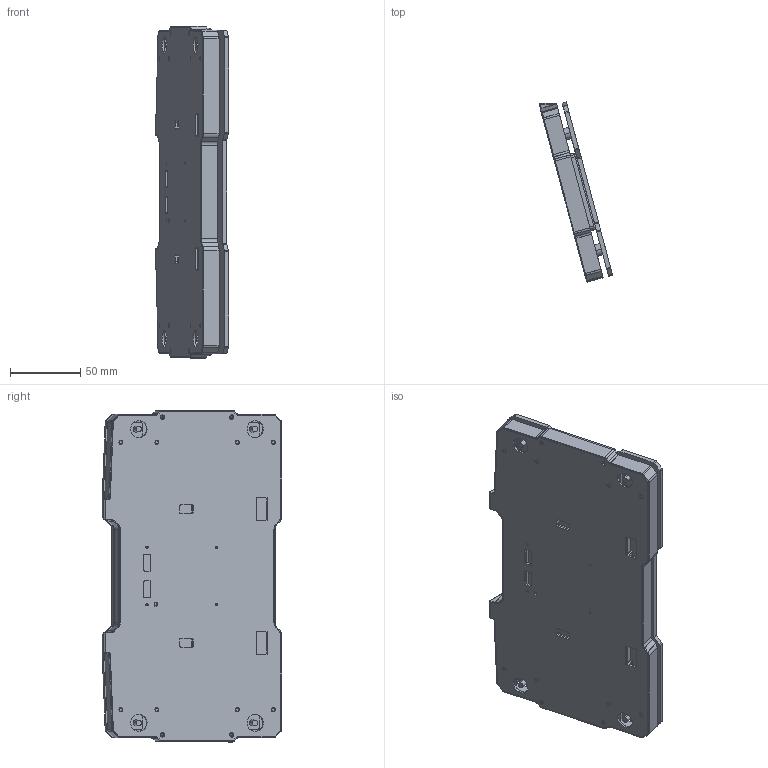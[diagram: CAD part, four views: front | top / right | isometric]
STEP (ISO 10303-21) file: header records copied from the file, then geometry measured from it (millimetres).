
FILE_DESCRIPTION (( 'STEP AP203' ), '1' );
FILE_NAME ('湮蚾樅.STEP', '2018-02-08T04:26:03', ( 'dji-n505' ), ( '' ), 'SwSTEP 2.0', 'SolidWorks 2016', '' );
FILE_SCHEMA (( 'CONFIG_CONTROL_DESIGN' ));
Products named in the file (1): 湮蚾樅
Bounding box: 52.01 x 127.67 x 236 mm (x, y, z)
Volume: 253236.8 mm3; surface area: 230616.5 mm2
Topology: 19 solids, 21 shells, 1956 faces, 5157 edges, 3275 vertices
Faces by surface type: plane 848, cylinder 645, cone 280, torus 92, bspline 87, sphere 4
Entity records: 67348 total; most frequent: CARTESIAN_POINT 19484, ORIENTED_EDGE 10206, DIRECTION 9638, EDGE_CURVE 5103, AXIS2_PLACEMENT_3D 3345, VERTEX_POINT 3275, LINE 2948, VECTOR 2948
